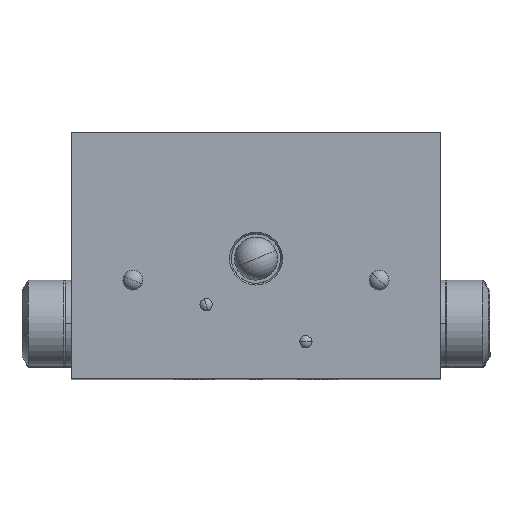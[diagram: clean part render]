
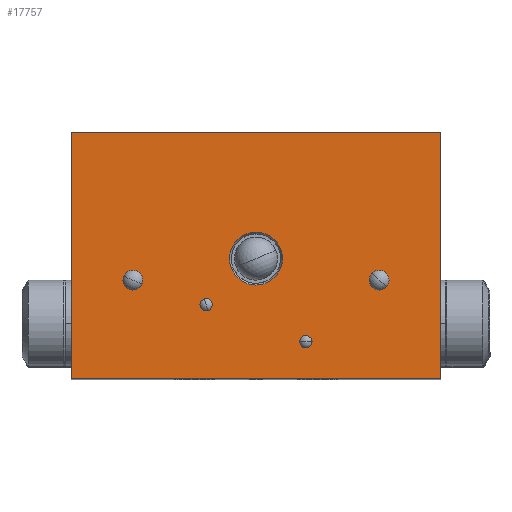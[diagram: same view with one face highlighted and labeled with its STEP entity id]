
A CAD part, top view. The second image highlights one B-rep face of the part: STEP entity #17757.
In plain terms, the highlighted planar face has unit normal (0, 0, 1).
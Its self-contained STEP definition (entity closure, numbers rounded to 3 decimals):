
#254 = CARTESIAN_POINT ( 'NONE',  ( -30., 40., 90. ) ) ;
#554 = VERTEX_POINT ( 'NONE', #31125 ) ;
#572 = AXIS2_PLACEMENT_3D ( 'NONE', #10159, #23399, #33411 ) ;
#680 = CARTESIAN_POINT ( 'NONE',  ( -20., 16., 90. ) ) ;
#1139 = CARTESIAN_POINT ( 'NONE',  ( 7.1, 6., 90. ) ) ;
#1145 = DIRECTION ( 'NONE',  ( 1., 0., 0. ) ) ;
#1394 = DIRECTION ( 'NONE',  ( 0., 0., -1. ) ) ;
#1405 = DIRECTION ( 'NONE',  ( 1., 0., 0. ) ) ;
#1541 = VERTEX_POINT ( 'NONE', #10591 ) ;
#1613 = CIRCLE ( 'NONE', #30334, 1. ) ;
#1636 = VERTEX_POINT ( 'NONE', #254 ) ;
#1648 = ORIENTED_EDGE ( 'NONE', *, *, #4340, .T. ) ;
#1709 = AXIS2_PLACEMENT_3D ( 'NONE', #22255, #9352, #17140 ) ;
#1793 = CARTESIAN_POINT ( 'NONE',  ( -8.1, 12., 90. ) ) ;
#1797 = DIRECTION ( 'NONE',  ( 0., -1., 0. ) ) ;
#2047 = ORIENTED_EDGE ( 'NONE', *, *, #30023, .F. ) ;
#2108 = CIRCLE ( 'NONE', #28648, 1.6 ) ;
#2162 = AXIS2_PLACEMENT_3D ( 'NONE', #7857, #31276, #5499 ) ;
#2231 = AXIS2_PLACEMENT_3D ( 'NONE', #28467, #5407, #31188 ) ;
#2434 = EDGE_CURVE ( 'NONE', #24032, #8443, #2108, .T. ) ;
#3022 = CARTESIAN_POINT ( 'NONE',  ( 30., 40., 90. ) ) ;
#3533 = ORIENTED_EDGE ( 'NONE', *, *, #16112, .F. ) ;
#3631 = VERTEX_POINT ( 'NONE', #18427 ) ;
#4340 = EDGE_CURVE ( 'NONE', #24806, #30049, #30315, .T. ) ;
#4518 = DIRECTION ( 'NONE',  ( 1., 0., 0. ) ) ;
#5398 = AXIS2_PLACEMENT_3D ( 'NONE', #15165, #22979, #14985 ) ;
#5407 = DIRECTION ( 'NONE',  ( 0., 0., -1. ) ) ;
#5425 = CIRCLE ( 'NONE', #2162, 4.289 ) ;
#5499 = DIRECTION ( 'NONE',  ( 1., 0., 0. ) ) ;
#5782 = EDGE_LOOP ( 'NONE', ( #29314, #1648 ) ) ;
#5940 = EDGE_CURVE ( 'NONE', #8443, #24032, #30903, .T. ) ;
#6048 = AXIS2_PLACEMENT_3D ( 'NONE', #24474, #1394, #8688 ) ;
#6152 = ORIENTED_EDGE ( 'NONE', *, *, #23686, .F. ) ;
#6383 = CARTESIAN_POINT ( 'NONE',  ( -30., 40., 90. ) ) ;
#6575 = VECTOR ( 'NONE', #1405, 1000. ) ;
#6705 = CARTESIAN_POINT ( 'NONE',  ( 30., 40., 90. ) ) ;
#7075 = VERTEX_POINT ( 'NONE', #11538 ) ;
#7857 = CARTESIAN_POINT ( 'NONE',  ( 0., 19.5, 90. ) ) ;
#8443 = VERTEX_POINT ( 'NONE', #9321 ) ;
#8688 = DIRECTION ( 'NONE',  ( -1., 0., 0. ) ) ;
#9018 = LINE ( 'NONE', #19379, #6575 ) ;
#9053 = EDGE_CURVE ( 'NONE', #554, #7075, #23722, .T. ) ;
#9064 = VERTEX_POINT ( 'NONE', #14837 ) ;
#9080 = LINE ( 'NONE', #6383, #18018 ) ;
#9273 = VECTOR ( 'NONE', #1797, 1000. ) ;
#9321 = CARTESIAN_POINT ( 'NONE',  ( -21.6, 16., 90. ) ) ;
#9352 = DIRECTION ( 'NONE',  ( 0., 0., 1. ) ) ;
#9490 = EDGE_CURVE ( 'NONE', #3631, #24703, #17748, .T. ) ;
#10159 = CARTESIAN_POINT ( 'NONE',  ( -20., 16., 90. ) ) ;
#10281 = CARTESIAN_POINT ( 'NONE',  ( 9.1, 6., 90. ) ) ;
#10513 = DIRECTION ( 'NONE',  ( 1., 0., 0. ) ) ;
#10591 = CARTESIAN_POINT ( 'NONE',  ( 30., 0., 90. ) ) ;
#11008 = ORIENTED_EDGE ( 'NONE', *, *, #19108, .F. ) ;
#11094 = VERTEX_POINT ( 'NONE', #1139 ) ;
#11538 = CARTESIAN_POINT ( 'NONE',  ( -7.1, 12., 90. ) ) ;
#11762 = CARTESIAN_POINT ( 'NONE',  ( -4.289, 19.5, 90. ) ) ;
#13117 = ORIENTED_EDGE ( 'NONE', *, *, #2434, .T. ) ;
#13353 = FACE_BOUND ( 'NONE', #20064, .T. ) ;
#13431 = ORIENTED_EDGE ( 'NONE', *, *, #9053, .F. ) ;
#13586 = ORIENTED_EDGE ( 'NONE', *, *, #5940, .T. ) ;
#13787 = CARTESIAN_POINT ( 'NONE',  ( 8.1, 6., 90. ) ) ;
#14020 = DIRECTION ( 'NONE',  ( 0., -1., 0. ) ) ;
#14340 = CARTESIAN_POINT ( 'NONE',  ( -30., 40., 90. ) ) ;
#14500 = VECTOR ( 'NONE', #14020, 1000. ) ;
#14641 = EDGE_LOOP ( 'NONE', ( #13586, #13117 ) ) ;
#14837 = CARTESIAN_POINT ( 'NONE',  ( -30., 0., 90. ) ) ;
#14985 = DIRECTION ( 'NONE',  ( -1., 0., 0. ) ) ;
#15165 = CARTESIAN_POINT ( 'NONE',  ( 20., 16., 90. ) ) ;
#16056 = FACE_BOUND ( 'NONE', #23954, .T. ) ;
#16112 = EDGE_CURVE ( 'NONE', #11094, #24547, #1613, .T. ) ;
#16707 = DIRECTION ( 'NONE',  ( 0., 0., 1. ) ) ;
#17140 = DIRECTION ( 'NONE',  ( 1., 0., 0. ) ) ;
#17342 = DIRECTION ( 'NONE',  ( 0., 0., 1. ) ) ;
#17555 = LINE ( 'NONE', #6705, #9273 ) ;
#17670 = DIRECTION ( 'NONE',  ( 1., 0., 0. ) ) ;
#17748 = CIRCLE ( 'NONE', #20452, 4.289 ) ;
#17757 = ADVANCED_FACE ( 'NONE', ( #13353, #16056, #26104, #23885, #23705, #28643 ), #18284, .F. ) ;
#18018 = VECTOR ( 'NONE', #1145, 1000. ) ;
#18284 = PLANE ( 'NONE',  #2231 ) ;
#18318 = DIRECTION ( 'NONE',  ( -1., 0., 0. ) ) ;
#18379 = CARTESIAN_POINT ( 'NONE',  ( -18.4, 16., 90. ) ) ;
#18427 = CARTESIAN_POINT ( 'NONE',  ( 4.289, 19.5, 90. ) ) ;
#18625 = EDGE_CURVE ( 'NONE', #9064, #1541, #9018, .T. ) ;
#18941 = LINE ( 'NONE', #14340, #14500 ) ;
#19108 = EDGE_CURVE ( 'NONE', #28470, #1541, #17555, .T. ) ;
#19379 = CARTESIAN_POINT ( 'NONE',  ( -30., 0., 90. ) ) ;
#19482 = ORIENTED_EDGE ( 'NONE', *, *, #9490, .F. ) ;
#20064 = EDGE_LOOP ( 'NONE', ( #19482, #32286 ) ) ;
#20452 = AXIS2_PLACEMENT_3D ( 'NONE', #20864, #23240, #10513 ) ;
#20864 = CARTESIAN_POINT ( 'NONE',  ( 0., 19.5, 90. ) ) ;
#21285 = CIRCLE ( 'NONE', #1709, 1. ) ;
#21356 = EDGE_CURVE ( 'NONE', #1636, #9064, #18941, .T. ) ;
#21373 = DIRECTION ( 'NONE',  ( 0., 0., -1. ) ) ;
#22255 = CARTESIAN_POINT ( 'NONE',  ( -8.1, 12., 90. ) ) ;
#22762 = EDGE_LOOP ( 'NONE', ( #33078, #11008, #2047, #30121 ) ) ;
#22953 = CARTESIAN_POINT ( 'NONE',  ( 8.1, 6., 90. ) ) ;
#22979 = DIRECTION ( 'NONE',  ( 0., 0., -1. ) ) ;
#23164 = AXIS2_PLACEMENT_3D ( 'NONE', #1793, #16707, #4518 ) ;
#23240 = DIRECTION ( 'NONE',  ( 0., 0., 1. ) ) ;
#23399 = DIRECTION ( 'NONE',  ( 0., 0., -1. ) ) ;
#23686 = EDGE_CURVE ( 'NONE', #24547, #11094, #27013, .T. ) ;
#23705 = FACE_BOUND ( 'NONE', #5782, .T. ) ;
#23722 = CIRCLE ( 'NONE', #23164, 1. ) ;
#23885 = FACE_BOUND ( 'NONE', #14641, .T. ) ;
#23954 = EDGE_LOOP ( 'NONE', ( #24121, #13431 ) ) ;
#24032 = VERTEX_POINT ( 'NONE', #18379 ) ;
#24121 = ORIENTED_EDGE ( 'NONE', *, *, #31275, .F. ) ;
#24474 = CARTESIAN_POINT ( 'NONE',  ( 20., 16., 90. ) ) ;
#24547 = VERTEX_POINT ( 'NONE', #10281 ) ;
#24703 = VERTEX_POINT ( 'NONE', #11762 ) ;
#24802 = EDGE_CURVE ( 'NONE', #24703, #3631, #5425, .T. ) ;
#24806 = VERTEX_POINT ( 'NONE', #33488 ) ;
#25037 = CARTESIAN_POINT ( 'NONE',  ( 18.4, 16., 90. ) ) ;
#26104 = FACE_BOUND ( 'NONE', #32349, .T. ) ;
#26154 = CIRCLE ( 'NONE', #6048, 1.6 ) ;
#27013 = CIRCLE ( 'NONE', #32983, 1. ) ;
#28467 = CARTESIAN_POINT ( 'NONE',  ( -30., 40., 90. ) ) ;
#28470 = VERTEX_POINT ( 'NONE', #3022 ) ;
#28643 = FACE_OUTER_BOUND ( 'NONE', #22762, .T. ) ;
#28648 = AXIS2_PLACEMENT_3D ( 'NONE', #680, #21373, #18318 ) ;
#29314 = ORIENTED_EDGE ( 'NONE', *, *, #31218, .T. ) ;
#29557 = DIRECTION ( 'NONE',  ( 0., 0., 1. ) ) ;
#30023 = EDGE_CURVE ( 'NONE', #1636, #28470, #9080, .T. ) ;
#30049 = VERTEX_POINT ( 'NONE', #25037 ) ;
#30121 = ORIENTED_EDGE ( 'NONE', *, *, #21356, .T. ) ;
#30315 = CIRCLE ( 'NONE', #5398, 1.6 ) ;
#30334 = AXIS2_PLACEMENT_3D ( 'NONE', #22953, #17342, #17670 ) ;
#30903 = CIRCLE ( 'NONE', #572, 1.6 ) ;
#31125 = CARTESIAN_POINT ( 'NONE',  ( -9.1, 12., 90. ) ) ;
#31188 = DIRECTION ( 'NONE',  ( -1., 0., 0. ) ) ;
#31218 = EDGE_CURVE ( 'NONE', #30049, #24806, #26154, .T. ) ;
#31275 = EDGE_CURVE ( 'NONE', #7075, #554, #21285, .T. ) ;
#31276 = DIRECTION ( 'NONE',  ( 0., 0., 1. ) ) ;
#32286 = ORIENTED_EDGE ( 'NONE', *, *, #24802, .F. ) ;
#32349 = EDGE_LOOP ( 'NONE', ( #6152, #3533 ) ) ;
#32441 = DIRECTION ( 'NONE',  ( 1., 0., 0. ) ) ;
#32983 = AXIS2_PLACEMENT_3D ( 'NONE', #13787, #29557, #32441 ) ;
#33078 = ORIENTED_EDGE ( 'NONE', *, *, #18625, .T. ) ;
#33411 = DIRECTION ( 'NONE',  ( -1., 0., 0. ) ) ;
#33488 = CARTESIAN_POINT ( 'NONE',  ( 21.6, 16., 90. ) ) ;
